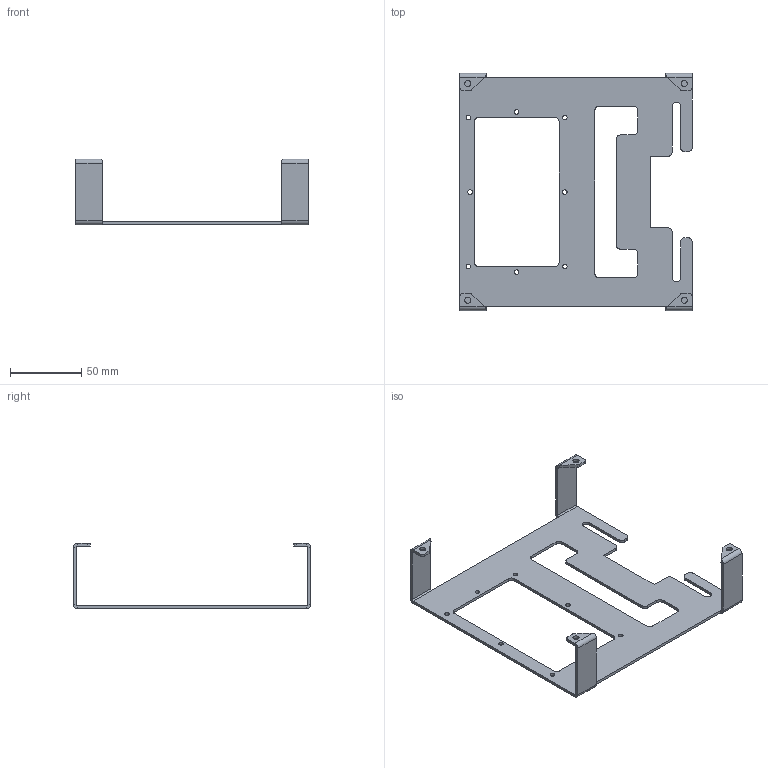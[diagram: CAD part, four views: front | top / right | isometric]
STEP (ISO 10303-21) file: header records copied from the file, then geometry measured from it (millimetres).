
FILE_DESCRIPTION(/* description */ ('Unknown'),/* implementation_level */ '2;1');
FILE_NAME(/* name */ 'gen3_zasyp_konwerter_rama',/* time_stamp */ '2021-11-03T14:06:57+01:00',/* author */ ('Unknown'),/* organization */ ('Unknown'),/* preprocessor_version */ 'ST-DEVELOPER v16.7',/* originating_system */ 'Solid Edge',/* authorisation */ 'Unknown');
FILE_SCHEMA (('AUTOMOTIVE_DESIGN {1 0 10303 214 3 1 1}'));
Length unit declared in the file: millimetre
Products named in the file (1): gen3_zasyp_konwerter_rama
Bounding box: 162.69 x 166.2 x 45.96 mm (x, y, z)
Volume: 38395 mm3; surface area: 42420.2 mm2
Topology: 1 solids, 1 shells, 140 faces, 358 edges, 220 vertices
Faces by surface type: plane 76, cylinder 60, bspline 4
Full cylindrical faces by diameter (mm): 3.179 x8, 4.2 x1, 4.272 x3
Entity records: 4236 total; most frequent: CARTESIAN_POINT 807, DIRECTION 724, ORIENTED_EDGE 676, EDGE_CURVE 338, AXIS2_PLACEMENT_3D 257, VERTEX_POINT 212, LINE 210, VECTOR 210
